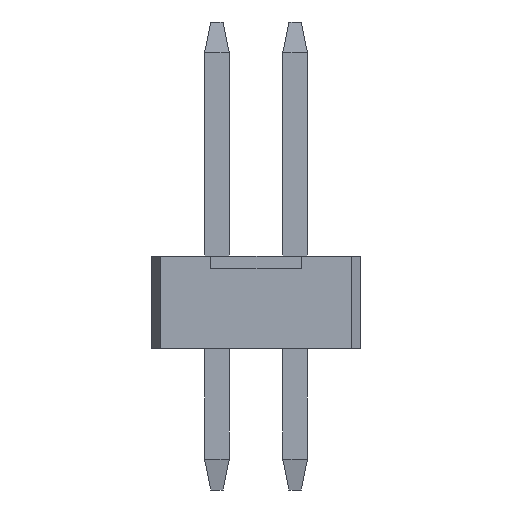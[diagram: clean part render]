
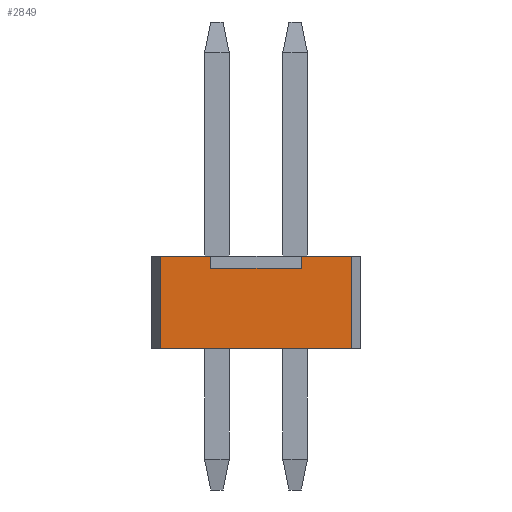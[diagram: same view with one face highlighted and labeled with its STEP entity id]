
A CAD part, front view. The second image highlights one B-rep face of the part: STEP entity #2849.
In plain terms, the highlighted face is planar.
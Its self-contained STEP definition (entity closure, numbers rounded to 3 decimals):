
#332=ORIENTED_EDGE('',*,*,#775,.T.);
#333=ORIENTED_EDGE('',*,*,#756,.F.);
#334=ORIENTED_EDGE('',*,*,#763,.T.);
#335=ORIENTED_EDGE('',*,*,#758,.T.);
#336=ORIENTED_EDGE('',*,*,#776,.T.);
#337=ORIENTED_EDGE('',*,*,#777,.F.);
#338=ORIENTED_EDGE('',*,*,#778,.F.);
#339=ORIENTED_EDGE('',*,*,#741,.T.);
#741=EDGE_CURVE('',#967,#966,#1195,.T.);
#756=EDGE_CURVE('',#979,#977,#1210,.T.);
#758=EDGE_CURVE('',#982,#980,#1212,.T.);
#763=EDGE_CURVE('',#979,#982,#1217,.T.);
#775=EDGE_CURVE('',#966,#977,#1229,.T.);
#776=EDGE_CURVE('',#980,#992,#1230,.T.);
#777=EDGE_CURVE('',#993,#992,#1231,.T.);
#778=EDGE_CURVE('',#967,#993,#1232,.T.);
#966=VERTEX_POINT('',#3846);
#967=VERTEX_POINT('',#3848);
#977=VERTEX_POINT('',#3874);
#979=VERTEX_POINT('',#3878);
#980=VERTEX_POINT('',#3882);
#982=VERTEX_POINT('',#3885);
#992=VERTEX_POINT('',#3920);
#993=VERTEX_POINT('',#3922);
#1195=LINE('',#3847,#1477);
#1210=LINE('',#3879,#1492);
#1212=LINE('',#3884,#1494);
#1217=LINE('',#3893,#1499);
#1229=LINE('',#3918,#1511);
#1230=LINE('',#3919,#1512);
#1231=LINE('',#3921,#1513);
#1232=LINE('',#3923,#1514);
#1477=VECTOR('',#3295,1000.);
#1492=VECTOR('',#3318,1000.);
#1494=VECTOR('',#3322,1000.);
#1499=VECTOR('',#3331,1000.);
#1511=VECTOR('',#3353,1000.);
#1512=VECTOR('',#3354,1000.);
#1513=VECTOR('',#3355,1000.);
#1514=VECTOR('',#3356,1000.);
#1679=EDGE_LOOP('',(#332,#333,#334,#335,#336,#337,#338,#339));
#1799=FACE_BOUND('',#1679,.T.);
#1919=PLANE('',#2972);
#2849=ADVANCED_FACE('',(#1799),#1919,.T.);
#2972=AXIS2_PLACEMENT_3D('',#3917,#3351,#3352);
#3295=DIRECTION('',(0.,0.,1.));
#3318=DIRECTION('',(0.,0.,1.));
#3322=DIRECTION('',(0.,0.,1.));
#3331=DIRECTION('',(0.,1.,0.));
#3351=DIRECTION('',(-1.,0.,0.));
#3352=DIRECTION('',(0.,0.,1.));
#3353=DIRECTION('',(0.,1.,0.));
#3354=DIRECTION('',(0.,1.,0.));
#3355=DIRECTION('',(0.,0.,1.));
#3356=DIRECTION('',(0.,1.,0.));
#3846=CARTESIAN_POINT('',(-1.27,-1.55,0.75));
#3847=CARTESIAN_POINT('',(-1.27,-1.55,-3.897));
#3848=CARTESIAN_POINT('',(-1.27,-1.55,-0.75));
#3874=CARTESIAN_POINT('',(-1.27,-0.735,0.75));
#3878=CARTESIAN_POINT('',(-1.27,-0.735,0.55));
#3879=CARTESIAN_POINT('',(-1.27,-0.735,0.55));
#3882=CARTESIAN_POINT('',(-1.27,0.735,0.75));
#3884=CARTESIAN_POINT('',(-1.27,0.735,0.55));
#3885=CARTESIAN_POINT('',(-1.27,0.735,0.55));
#3893=CARTESIAN_POINT('',(-1.27,-0.735,0.55));
#3917=CARTESIAN_POINT('',(-1.27,-1.7,-0.75));
#3918=CARTESIAN_POINT('',(-1.27,-1.7,0.75));
#3919=CARTESIAN_POINT('',(-1.27,-1.7,0.75));
#3920=CARTESIAN_POINT('',(-1.27,1.55,0.75));
#3921=CARTESIAN_POINT('',(-1.27,1.55,-3.897));
#3922=CARTESIAN_POINT('',(-1.27,1.55,-0.75));
#3923=CARTESIAN_POINT('',(-1.27,-1.7,-0.75));
